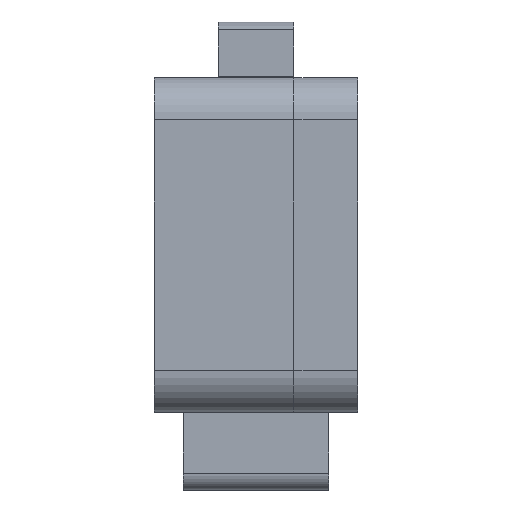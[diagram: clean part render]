
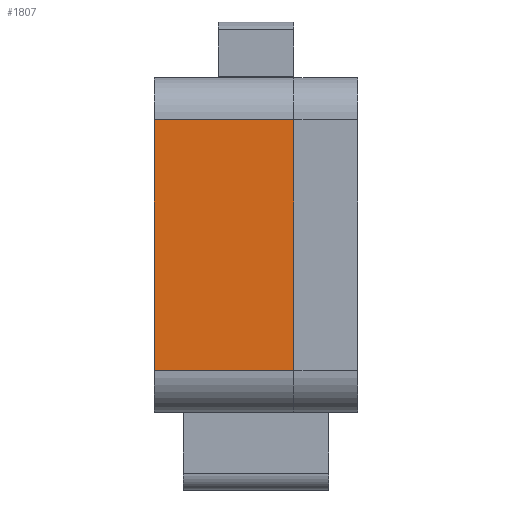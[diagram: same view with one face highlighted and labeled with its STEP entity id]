
A CAD part, left-side view. The second image highlights one B-rep face of the part: STEP entity #1807.
In plain terms, the highlighted planar face has unit normal (-1, 0, 0).
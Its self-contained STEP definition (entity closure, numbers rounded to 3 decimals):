
#159 = PLANE('',#160);
#160 = AXIS2_PLACEMENT_3D('',#161,#162,#163);
#161 = CARTESIAN_POINT('',(0.,4.623,-13.183));
#162 = DIRECTION('',(0.,1.,0.));
#163 = DIRECTION('',(0.,0.,1.));
#985 = VERTEX_POINT('',#986);
#986 = CARTESIAN_POINT('',(-13.97,4.623,-18.898));
#1005 = CYLINDRICAL_SURFACE('',#1006,1.905);
#1006 = AXIS2_PLACEMENT_3D('',#1007,#1008,#1009);
#1007 = CARTESIAN_POINT('',(-12.065,4.623,-18.898));
#1008 = DIRECTION('',(0.,1.,0.));
#1009 = DIRECTION('',(1.,0.,0.));
#1017 = EDGE_CURVE('',#985,#1018,#1020,.T.);
#1018 = VERTEX_POINT('',#1019);
#1019 = CARTESIAN_POINT('',(-13.97,4.623,-7.468));
#1020 = SURFACE_CURVE('',#1021,(#1025,#1032),.PCURVE_S1.);
#1021 = LINE('',#1022,#1023);
#1022 = CARTESIAN_POINT('',(-13.97,4.623,-18.898));
#1023 = VECTOR('',#1024,1.);
#1024 = DIRECTION('',(0.,0.,1.));
#1025 = PCURVE('',#159,#1026);
#1026 = DEFINITIONAL_REPRESENTATION('',(#1027),#1031);
#1027 = LINE('',#1028,#1029);
#1028 = CARTESIAN_POINT('',(-5.715,-13.97));
#1029 = VECTOR('',#1030,1.);
#1030 = DIRECTION('',(1.,0.));
#1031 = ( GEOMETRIC_REPRESENTATION_CONTEXT(2) 
PARAMETRIC_REPRESENTATION_CONTEXT() REPRESENTATION_CONTEXT('2D SPACE',''
  ) );
#1032 = PCURVE('',#1033,#1038);
#1033 = PLANE('',#1034);
#1034 = AXIS2_PLACEMENT_3D('',#1035,#1036,#1037);
#1035 = CARTESIAN_POINT('',(-13.97,4.623,-18.898));
#1036 = DIRECTION('',(-1.,0.,0.));
#1037 = DIRECTION('',(0.,0.,1.));
#1038 = DEFINITIONAL_REPRESENTATION('',(#1039),#1043);
#1039 = LINE('',#1040,#1041);
#1040 = CARTESIAN_POINT('',(0.,0.));
#1041 = VECTOR('',#1042,1.);
#1042 = DIRECTION('',(1.,0.));
#1043 = ( GEOMETRIC_REPRESENTATION_CONTEXT(2) 
PARAMETRIC_REPRESENTATION_CONTEXT() REPRESENTATION_CONTEXT('2D SPACE',''
  ) );
#1064 = CYLINDRICAL_SURFACE('',#1065,1.905);
#1065 = AXIS2_PLACEMENT_3D('',#1066,#1067,#1068);
#1066 = CARTESIAN_POINT('',(-12.065,4.623,-7.468));
#1067 = DIRECTION('',(0.,1.,0.));
#1068 = DIRECTION('',(1.,0.,0.));
#1758 = EDGE_CURVE('',#985,#1759,#1761,.T.);
#1759 = VERTEX_POINT('',#1760);
#1760 = CARTESIAN_POINT('',(-13.97,-1.727,-18.898));
#1761 = SURFACE_CURVE('',#1762,(#1766,#1773),.PCURVE_S1.);
#1762 = LINE('',#1763,#1764);
#1763 = CARTESIAN_POINT('',(-13.97,4.623,-18.898));
#1764 = VECTOR('',#1765,1.);
#1765 = DIRECTION('',(0.,-1.,0.));
#1766 = PCURVE('',#1005,#1767);
#1767 = DEFINITIONAL_REPRESENTATION('',(#1768),#1772);
#1768 = LINE('',#1769,#1770);
#1769 = CARTESIAN_POINT('',(-3.142,0.));
#1770 = VECTOR('',#1771,1.);
#1771 = DIRECTION('',(-0.,-1.));
#1772 = ( GEOMETRIC_REPRESENTATION_CONTEXT(2) 
PARAMETRIC_REPRESENTATION_CONTEXT() REPRESENTATION_CONTEXT('2D SPACE',''
  ) );
#1773 = PCURVE('',#1033,#1774);
#1774 = DEFINITIONAL_REPRESENTATION('',(#1775),#1779);
#1775 = LINE('',#1776,#1777);
#1776 = CARTESIAN_POINT('',(0.,0.));
#1777 = VECTOR('',#1778,1.);
#1778 = DIRECTION('',(0.,-1.));
#1779 = ( GEOMETRIC_REPRESENTATION_CONTEXT(2) 
PARAMETRIC_REPRESENTATION_CONTEXT() REPRESENTATION_CONTEXT('2D SPACE',''
  ) );
#1807 = ADVANCED_FACE('',(#1808),#1033,.T.);
#1808 = FACE_BOUND('',#1809,.T.);
#1809 = EDGE_LOOP('',(#1810,#1811,#1839,#1860));
#1810 = ORIENTED_EDGE('',*,*,#1758,.T.);
#1811 = ORIENTED_EDGE('',*,*,#1812,.T.);
#1812 = EDGE_CURVE('',#1759,#1813,#1815,.T.);
#1813 = VERTEX_POINT('',#1814);
#1814 = CARTESIAN_POINT('',(-13.97,-1.727,-7.468));
#1815 = SURFACE_CURVE('',#1816,(#1820,#1827),.PCURVE_S1.);
#1816 = LINE('',#1817,#1818);
#1817 = CARTESIAN_POINT('',(-13.97,-1.727,-18.898));
#1818 = VECTOR('',#1819,1.);
#1819 = DIRECTION('',(0.,0.,1.));
#1820 = PCURVE('',#1033,#1821);
#1821 = DEFINITIONAL_REPRESENTATION('',(#1822),#1826);
#1822 = LINE('',#1823,#1824);
#1823 = CARTESIAN_POINT('',(0.,-6.35));
#1824 = VECTOR('',#1825,1.);
#1825 = DIRECTION('',(1.,0.));
#1826 = ( GEOMETRIC_REPRESENTATION_CONTEXT(2) 
PARAMETRIC_REPRESENTATION_CONTEXT() REPRESENTATION_CONTEXT('2D SPACE',''
  ) );
#1827 = PCURVE('',#1828,#1833);
#1828 = PLANE('',#1829);
#1829 = AXIS2_PLACEMENT_3D('',#1830,#1831,#1832);
#1830 = CARTESIAN_POINT('',(-13.97,-1.727,-18.898));
#1831 = DIRECTION('',(-1.,0.,0.));
#1832 = DIRECTION('',(0.,0.,1.));
#1833 = DEFINITIONAL_REPRESENTATION('',(#1834),#1838);
#1834 = LINE('',#1835,#1836);
#1835 = CARTESIAN_POINT('',(0.,0.));
#1836 = VECTOR('',#1837,1.);
#1837 = DIRECTION('',(1.,0.));
#1838 = ( GEOMETRIC_REPRESENTATION_CONTEXT(2) 
PARAMETRIC_REPRESENTATION_CONTEXT() REPRESENTATION_CONTEXT('2D SPACE',''
  ) );
#1839 = ORIENTED_EDGE('',*,*,#1840,.F.);
#1840 = EDGE_CURVE('',#1018,#1813,#1841,.T.);
#1841 = SURFACE_CURVE('',#1842,(#1846,#1853),.PCURVE_S1.);
#1842 = LINE('',#1843,#1844);
#1843 = CARTESIAN_POINT('',(-13.97,4.623,-7.468));
#1844 = VECTOR('',#1845,1.);
#1845 = DIRECTION('',(0.,-1.,0.));
#1846 = PCURVE('',#1033,#1847);
#1847 = DEFINITIONAL_REPRESENTATION('',(#1848),#1852);
#1848 = LINE('',#1849,#1850);
#1849 = CARTESIAN_POINT('',(11.43,0.));
#1850 = VECTOR('',#1851,1.);
#1851 = DIRECTION('',(0.,-1.));
#1852 = ( GEOMETRIC_REPRESENTATION_CONTEXT(2) 
PARAMETRIC_REPRESENTATION_CONTEXT() REPRESENTATION_CONTEXT('2D SPACE',''
  ) );
#1853 = PCURVE('',#1064,#1854);
#1854 = DEFINITIONAL_REPRESENTATION('',(#1855),#1859);
#1855 = LINE('',#1856,#1857);
#1856 = CARTESIAN_POINT('',(-3.142,0.));
#1857 = VECTOR('',#1858,1.);
#1858 = DIRECTION('',(-0.,-1.));
#1859 = ( GEOMETRIC_REPRESENTATION_CONTEXT(2) 
PARAMETRIC_REPRESENTATION_CONTEXT() REPRESENTATION_CONTEXT('2D SPACE',''
  ) );
#1860 = ORIENTED_EDGE('',*,*,#1017,.F.);
